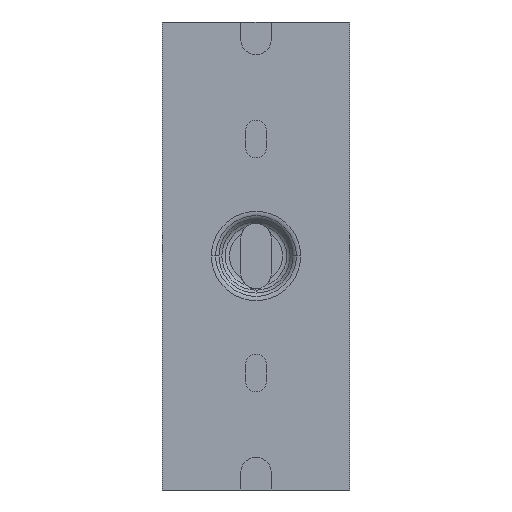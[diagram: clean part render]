
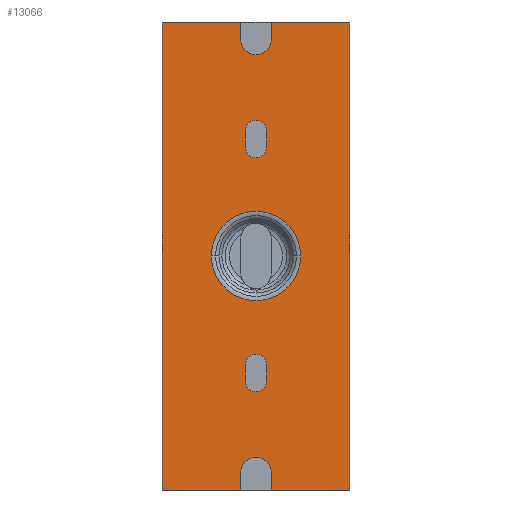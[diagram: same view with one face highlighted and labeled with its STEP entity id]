
A CAD part, front view. The second image highlights one B-rep face of the part: STEP entity #13066.
In plain terms, the highlighted planar face has unit normal (0, -1, 0).
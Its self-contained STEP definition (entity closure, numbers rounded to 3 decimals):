
#3579=DIRECTION('',(0.,0.,1.));
#3580=VECTOR('',#3579,3.5);
#3581=CARTESIAN_POINT('',(2.25,-72.2,923.25));
#3582=LINE('',#3581,#3580);
#3586=CARTESIAN_POINT('',(0.,-72.2,926.75));
#3587=DIRECTION('',(0.,-1.,0.));
#3588=DIRECTION('',(1.,0.,0.));
#3589=AXIS2_PLACEMENT_3D('',#3586,#3587,#3588);
#3594=CARTESIAN_POINT('',(0.,-72.2,926.75));
#3595=DIRECTION('',(0.,-1.,0.));
#3596=DIRECTION('',(0.,0.,1.));
#3597=AXIS2_PLACEMENT_3D('',#3594,#3595,#3596);
#3602=DIRECTION('',(0.,0.,-1.));
#3603=VECTOR('',#3602,3.5);
#3604=CARTESIAN_POINT('',(-2.25,-72.2,926.75));
#3605=LINE('',#3604,#3603);
#3609=CARTESIAN_POINT('',(0.,-72.2,923.25));
#3610=DIRECTION('',(0.,-1.,0.));
#3611=DIRECTION('',(-1.,0.,0.));
#3612=AXIS2_PLACEMENT_3D('',#3609,#3610,#3611);
#3617=CARTESIAN_POINT('',(0.,-72.2,923.25));
#3618=DIRECTION('',(0.,-1.,0.));
#3619=DIRECTION('',(0.,0.,-1.));
#3620=AXIS2_PLACEMENT_3D('',#3617,#3618,#3619);
#3625=CARTESIAN_POINT('',(0.,-72.2,
950.));
#3626=DIRECTION('',(0.,-1.,0.));
#3627=DIRECTION('',(1.,0.,0.));
#3628=AXIS2_PLACEMENT_3D('',#3625,#3626,#3627);
#3633=CARTESIAN_POINT('',(0.,-72.2,
950.));
#3634=DIRECTION('',(0.,-1.,0.));
#3635=DIRECTION('',(0.,0.,1.));
#3636=AXIS2_PLACEMENT_3D('',#3633,#3634,#3635);
#3641=CARTESIAN_POINT('',(0.,-72.2,
950.));
#3642=DIRECTION('',(0.,-1.,0.));
#3643=DIRECTION('',(-1.,0.,0.));
#3644=AXIS2_PLACEMENT_3D('',#3641,#3642,#3643);
#3649=DIRECTION('',(0.,0.,1.));
#3650=VECTOR('',#3649,3.5);
#3651=CARTESIAN_POINT('',(2.25,-72.2,973.25));
#3652=LINE('',#3651,#3650);
#3656=CARTESIAN_POINT('',(0.,-72.2,976.75));
#3657=DIRECTION('',(0.,-1.,0.));
#3658=DIRECTION('',(1.,0.,0.));
#3659=AXIS2_PLACEMENT_3D('',#3656,#3657,#3658);
#3664=CARTESIAN_POINT('',(0.,-72.2,976.75));
#3665=DIRECTION('',(0.,-1.,0.));
#3666=DIRECTION('',(0.,0.,1.));
#3667=AXIS2_PLACEMENT_3D('',#3664,#3665,#3666);
#3672=DIRECTION('',(0.,0.,-1.));
#3673=VECTOR('',#3672,3.5);
#3674=CARTESIAN_POINT('',(-2.25,-72.2,976.75));
#3675=LINE('',#3674,#3673);
#3679=CARTESIAN_POINT('',(0.,-72.2,973.25));
#3680=DIRECTION('',(0.,-1.,0.));
#3681=DIRECTION('',(-1.,0.,0.));
#3682=AXIS2_PLACEMENT_3D('',#3679,#3680,#3681);
#3687=CARTESIAN_POINT('',(0.,-72.2,973.25));
#3688=DIRECTION('',(0.,-1.,0.));
#3689=DIRECTION('',(0.,0.,-1.));
#3690=AXIS2_PLACEMENT_3D('',#3687,#3688,#3689);
#3695=DIRECTION('',(1.,0.,0.));
#3696=VECTOR('',#3695,16.75);
#3697=CARTESIAN_POINT('',(-20.,-72.2,900.));
#3698=LINE('',#3697,#3696);
#3702=DIRECTION('',(0.,0.,1.));
#3703=VECTOR('',#3702,100.);
#3704=CARTESIAN_POINT('',(-20.,-72.2,900.));
#3705=LINE('',#3704,#3703);
#3709=DIRECTION('',(1.,0.,0.));
#3710=VECTOR('',#3709,16.75);
#3711=CARTESIAN_POINT('',(-20.,-72.2,1000.));
#3712=LINE('',#3711,#3710);
#3716=DIRECTION('',(0.,0.,-1.));
#3717=VECTOR('',#3716,3.75);
#3718=CARTESIAN_POINT('',(-3.25,-72.2,1000.));
#3719=LINE('',#3718,#3717);
#3723=CARTESIAN_POINT('',(0.,-72.2,996.25));
#3724=DIRECTION('',(0.,-1.,0.));
#3725=DIRECTION('',(-1.,0.,0.));
#3726=AXIS2_PLACEMENT_3D('',#3723,#3724,#3725);
#3731=CARTESIAN_POINT('',(0.,-72.2,996.25));
#3732=DIRECTION('',(0.,-1.,0.));
#3733=DIRECTION('',(0.,0.,-1.));
#3734=AXIS2_PLACEMENT_3D('',#3731,#3732,#3733);
#3739=DIRECTION('',(0.,0.,1.));
#3740=VECTOR('',#3739,3.75);
#3741=CARTESIAN_POINT('',(3.25,-72.2,996.25));
#3742=LINE('',#3741,#3740);
#3746=DIRECTION('',(1.,0.,0.));
#3747=VECTOR('',#3746,16.75);
#3748=CARTESIAN_POINT('',(3.25,-72.2,1000.));
#3749=LINE('',#3748,#3747);
#3753=DIRECTION('',(0.,0.,-1.));
#3754=VECTOR('',#3753,100.);
#3755=CARTESIAN_POINT('',(20.,-72.2,1000.));
#3756=LINE('',#3755,#3754);
#3760=DIRECTION('',(1.,0.,0.));
#3761=VECTOR('',#3760,16.75);
#3762=CARTESIAN_POINT('',(3.25,-72.2,900.));
#3763=LINE('',#3762,#3761);
#3767=DIRECTION('',(0.,0.,1.));
#3768=VECTOR('',#3767,3.75);
#3769=CARTESIAN_POINT('',(3.25,-72.2,900.));
#3770=LINE('',#3769,#3768);
#3774=CARTESIAN_POINT('',(0.,-72.2,903.75));
#3775=DIRECTION('',(0.,-1.,0.));
#3776=DIRECTION('',(1.,0.,0.));
#3777=AXIS2_PLACEMENT_3D('',#3774,#3775,#3776);
#3782=CARTESIAN_POINT('',(0.,-72.2,903.75));
#3783=DIRECTION('',(0.,-1.,0.));
#3784=DIRECTION('',(0.,0.,1.));
#3785=AXIS2_PLACEMENT_3D('',#3782,#3783,#3784);
#3790=DIRECTION('',(0.,0.,-1.));
#3791=VECTOR('',#3790,3.75);
#3792=CARTESIAN_POINT('',(-3.25,-72.2,903.75));
#3793=LINE('',#3792,#3791);
#11609=CARTESIAN_POINT('',(-20.,-72.2,1000.));
#11610=CARTESIAN_POINT('',(-3.25,-72.2,1000.));
#11611=VERTEX_POINT('',#11609);
#11612=VERTEX_POINT('',#11610);
#11613=CARTESIAN_POINT('',(-3.25,-72.2,996.25));
#11614=VERTEX_POINT('',#11613);
#11615=CARTESIAN_POINT('',(0.,-72.2,993.));
#11616=CARTESIAN_POINT('',(3.25,-72.2,996.25));
#11617=VERTEX_POINT('',#11615);
#11618=VERTEX_POINT('',#11616);
#11619=CARTESIAN_POINT('',(3.25,-72.2,1000.));
#11620=VERTEX_POINT('',#11619);
#11621=CARTESIAN_POINT('',(20.,-72.2,1000.));
#11622=VERTEX_POINT('',#11621);
#11623=CARTESIAN_POINT('',(2.25,-72.2,923.25));
#11624=CARTESIAN_POINT('',(2.25,-72.2,926.75));
#11625=VERTEX_POINT('',#11623);
#11626=VERTEX_POINT('',#11624);
#11627=CARTESIAN_POINT('',(0.,-72.2,929.));
#11628=VERTEX_POINT('',#11627);
#11629=CARTESIAN_POINT('',(-2.25,-72.2,926.75));
#11630=VERTEX_POINT('',#11629);
#11631=CARTESIAN_POINT('',(-2.25,-72.2,923.25));
#11632=VERTEX_POINT('',#11631);
#11633=CARTESIAN_POINT('',(0.,-72.2,921.));
#11634=VERTEX_POINT('',#11633);
#11635=CARTESIAN_POINT('',(9.532,-72.2,
950.));
#11636=CARTESIAN_POINT('',(0.,-72.2,
959.532));
#11637=VERTEX_POINT('',#11635);
#11638=VERTEX_POINT('',#11636);
#11639=CARTESIAN_POINT('',(-9.532,-72.2,
950.));
#11640=VERTEX_POINT('',#11639);
#11641=CARTESIAN_POINT('',(2.25,-72.2,973.25));
#11642=CARTESIAN_POINT('',(2.25,-72.2,976.75));
#11643=VERTEX_POINT('',#11641);
#11644=VERTEX_POINT('',#11642);
#11645=CARTESIAN_POINT('',(0.,-72.2,979.));
#11646=VERTEX_POINT('',#11645);
#11647=CARTESIAN_POINT('',(-2.25,-72.2,976.75));
#11648=VERTEX_POINT('',#11647);
#11649=CARTESIAN_POINT('',(-2.25,-72.2,973.25));
#11650=VERTEX_POINT('',#11649);
#11651=CARTESIAN_POINT('',(0.,-72.2,971.));
#11652=VERTEX_POINT('',#11651);
#11653=CARTESIAN_POINT('',(3.25,-72.2,903.75));
#11654=CARTESIAN_POINT('',(0.,-72.2,907.));
#11655=VERTEX_POINT('',#11653);
#11656=VERTEX_POINT('',#11654);
#11657=CARTESIAN_POINT('',(-3.25,-72.2,903.75));
#11658=VERTEX_POINT('',#11657);
#12947=CARTESIAN_POINT('',(-20.,-72.2,900.));
#12948=CARTESIAN_POINT('',(-3.25,-72.2,900.));
#12949=VERTEX_POINT('',#12947);
#12950=VERTEX_POINT('',#12948);
#12951=CARTESIAN_POINT('',(3.25,-72.2,900.));
#12952=CARTESIAN_POINT('',(20.,-72.2,900.));
#12953=VERTEX_POINT('',#12951);
#12954=VERTEX_POINT('',#12952);
#12995=CARTESIAN_POINT('',(-20.,-72.2,-1000.));
#12996=DIRECTION('',(0.,1.,0.));
#12997=DIRECTION('',(0.,0.,1.));
#12998=AXIS2_PLACEMENT_3D('',#12995,#12996,#12997);
#12999=PLANE('',#12998);
#13001=ORIENTED_EDGE('',*,*,#13000,.F.);
#13003=ORIENTED_EDGE('',*,*,#13002,.T.);
#13005=ORIENTED_EDGE('',*,*,#13004,.T.);
#13007=ORIENTED_EDGE('',*,*,#13006,.T.);
#13009=ORIENTED_EDGE('',*,*,#13008,.T.);
#13011=ORIENTED_EDGE('',*,*,#13010,.T.);
#13013=ORIENTED_EDGE('',*,*,#13012,.T.);
#13015=ORIENTED_EDGE('',*,*,#13014,.T.);
#13017=ORIENTED_EDGE('',*,*,#13016,.T.);
#13019=ORIENTED_EDGE('',*,*,#13018,.F.);
#13021=ORIENTED_EDGE('',*,*,#13020,.T.);
#13023=ORIENTED_EDGE('',*,*,#13022,.T.);
#13025=ORIENTED_EDGE('',*,*,#13024,.T.);
#13027=ORIENTED_EDGE('',*,*,#13026,.T.);
#13028=EDGE_LOOP('',(#13001,#13003,#13005,#13007,#13009,#13011,#13013,#13015,
#13017,#13019,#13021,#13023,#13025,#13027));
#13029=FACE_OUTER_BOUND('',#13028,.F.);
#13031=ORIENTED_EDGE('',*,*,#13030,.T.);
#13033=ORIENTED_EDGE('',*,*,#13032,.T.);
#13035=ORIENTED_EDGE('',*,*,#13034,.T.);
#13036=EDGE_LOOP('',(#13031,#13033,#13035));
#13037=FACE_BOUND('',#13036,.F.);
#13039=ORIENTED_EDGE('',*,*,#13038,.T.);
#13041=ORIENTED_EDGE('',*,*,#13040,.T.);
#13043=ORIENTED_EDGE('',*,*,#13042,.T.);
#13045=ORIENTED_EDGE('',*,*,#13044,.T.);
#13047=ORIENTED_EDGE('',*,*,#13046,.T.);
#13049=ORIENTED_EDGE('',*,*,#13048,.T.);
#13050=EDGE_LOOP('',(#13039,#13041,#13043,#13045,#13047,#13049));
#13051=FACE_BOUND('',#13050,.F.);
#13053=ORIENTED_EDGE('',*,*,#13052,.T.);
#13055=ORIENTED_EDGE('',*,*,#13054,.T.);
#13057=ORIENTED_EDGE('',*,*,#13056,.T.);
#13059=ORIENTED_EDGE('',*,*,#13058,.T.);
#13061=ORIENTED_EDGE('',*,*,#13060,.T.);
#13063=ORIENTED_EDGE('',*,*,#13062,.T.);
#13064=EDGE_LOOP('',(#13053,#13055,#13057,#13059,#13061,#13063));
#13065=FACE_BOUND('',#13064,.F.);
#3590=CIRCLE('',#3589,2.25);
#3598=CIRCLE('',#3597,2.25);
#3613=CIRCLE('',#3612,2.25);
#3621=CIRCLE('',#3620,2.25);
#3629=CIRCLE('',#3628,9.532);
#3637=CIRCLE('',#3636,9.532);
#3645=CIRCLE('',#3644,9.532);
#3660=CIRCLE('',#3659,2.25);
#3668=CIRCLE('',#3667,2.25);
#3683=CIRCLE('',#3682,2.25);
#3691=CIRCLE('',#3690,2.25);
#3727=CIRCLE('',#3726,3.25);
#3735=CIRCLE('',#3734,3.25);
#3778=CIRCLE('',#3777,3.25);
#3786=CIRCLE('',#3785,3.25);
#13000=EDGE_CURVE('',#12949,#12950,#3698,.T.);
#13002=EDGE_CURVE('',#12949,#11611,#3705,.T.);
#13004=EDGE_CURVE('',#11611,#11612,#3712,.T.);
#13006=EDGE_CURVE('',#11612,#11614,#3719,.T.);
#13008=EDGE_CURVE('',#11614,#11617,#3727,.T.);
#13010=EDGE_CURVE('',#11617,#11618,#3735,.T.);
#13012=EDGE_CURVE('',#11618,#11620,#3742,.T.);
#13014=EDGE_CURVE('',#11620,#11622,#3749,.T.);
#13016=EDGE_CURVE('',#11622,#12954,#3756,.T.);
#13018=EDGE_CURVE('',#12953,#12954,#3763,.T.);
#13020=EDGE_CURVE('',#12953,#11655,#3770,.T.);
#13022=EDGE_CURVE('',#11655,#11656,#3778,.T.);
#13024=EDGE_CURVE('',#11656,#11658,#3786,.T.);
#13026=EDGE_CURVE('',#11658,#12950,#3793,.T.);
#13030=EDGE_CURVE('',#11637,#11638,#3629,.T.);
#13032=EDGE_CURVE('',#11638,#11640,#3637,.T.);
#13034=EDGE_CURVE('',#11640,#11637,#3645,.T.);
#13038=EDGE_CURVE('',#11643,#11644,#3652,.T.);
#13040=EDGE_CURVE('',#11644,#11646,#3660,.T.);
#13042=EDGE_CURVE('',#11646,#11648,#3668,.T.);
#13044=EDGE_CURVE('',#11648,#11650,#3675,.T.);
#13046=EDGE_CURVE('',#11650,#11652,#3683,.T.);
#13048=EDGE_CURVE('',#11652,#11643,#3691,.T.);
#13052=EDGE_CURVE('',#11625,#11626,#3582,.T.);
#13054=EDGE_CURVE('',#11626,#11628,#3590,.T.);
#13056=EDGE_CURVE('',#11628,#11630,#3598,.T.);
#13058=EDGE_CURVE('',#11630,#11632,#3605,.T.);
#13060=EDGE_CURVE('',#11632,#11634,#3613,.T.);
#13062=EDGE_CURVE('',#11634,#11625,#3621,.T.);
#13066=ADVANCED_FACE('',(#13029,#13037,#13051,#13065),#12999,.F.);
